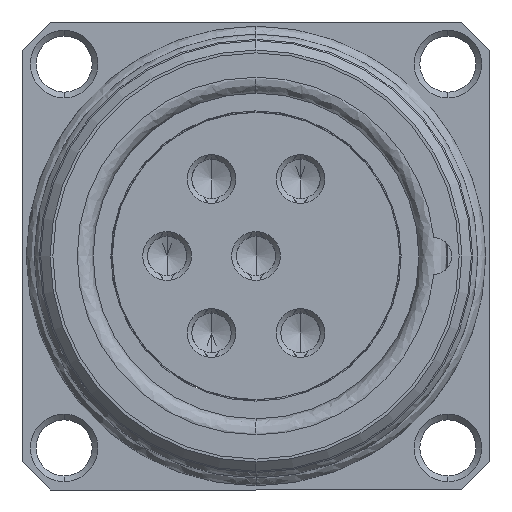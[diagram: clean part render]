
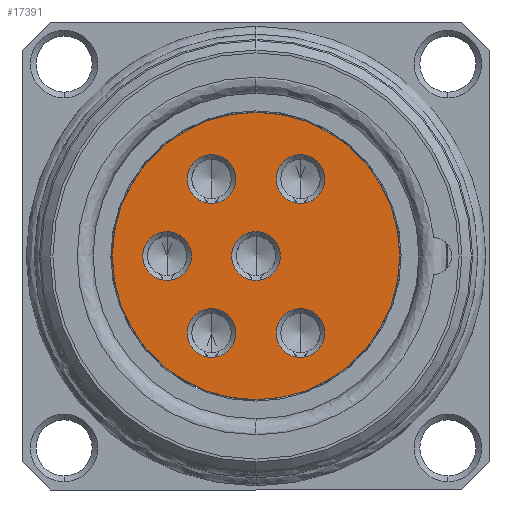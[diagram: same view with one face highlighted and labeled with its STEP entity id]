
A CAD part, left-side view. The second image highlights one B-rep face of the part: STEP entity #17391.
In plain terms, the highlighted planar face has unit normal (-1, 0, 0).
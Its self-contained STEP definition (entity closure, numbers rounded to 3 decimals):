
#100 = EDGE_CURVE ( 'NONE', #17045, #11293, #1804, .T. ) ;
#309 = ORIENTED_EDGE ( 'NONE', *, *, #15700, .T. ) ;
#697 = VERTEX_POINT ( 'NONE', #2838 ) ;
#726 = CARTESIAN_POINT ( 'NONE',  ( -2.69, 4.75, -1.3 ) ) ;
#846 = VERTEX_POINT ( 'NONE', #726 ) ;
#1048 = DIRECTION ( 'NONE',  ( 0., 0., 1. ) ) ;
#1804 = CIRCLE ( 'NONE', #17124, 1.3 ) ;
#1812 = VERTEX_POINT ( 'NONE', #13204 ) ;
#1984 = CARTESIAN_POINT ( 'NONE',  ( -2.69, -2.375, 2.814 ) ) ;
#2252 = DIRECTION ( 'NONE',  ( 0., 0., 1. ) ) ;
#2279 = DIRECTION ( 'NONE',  ( 1., 0., 0. ) ) ;
#2324 = CARTESIAN_POINT ( 'NONE',  ( -2.69, 4.75, 0. ) ) ;
#2559 = VERTEX_POINT ( 'NONE', #6831 ) ;
#2563 = VERTEX_POINT ( 'NONE', #6848 ) ;
#2646 = VERTEX_POINT ( 'NONE', #15516 ) ;
#2678 = ORIENTED_EDGE ( 'NONE', *, *, #16635, .T. ) ;
#2714 = DIRECTION ( 'NONE',  ( 0., 0., 1. ) ) ;
#2729 = DIRECTION ( 'NONE',  ( 1., 0., 0. ) ) ;
#2791 = CARTESIAN_POINT ( 'NONE',  ( -2.69, -2.375, 4.114 ) ) ;
#2792 = FACE_BOUND ( 'NONE', #15212, .T. ) ;
#2838 = CARTESIAN_POINT ( 'NONE',  ( -2.69, 2.375, 2.814 ) ) ;
#2891 = CARTESIAN_POINT ( 'NONE',  ( -2.69, -2.375, -4.114 ) ) ;
#2970 = VERTEX_POINT ( 'NONE', #12551 ) ;
#3500 = ORIENTED_EDGE ( 'NONE', *, *, #14232, .T. ) ;
#3631 = EDGE_CURVE ( 'NONE', #2559, #697, #7070, .T. ) ;
#4019 = CIRCLE ( 'NONE', #4961, 1.3 ) ;
#4166 = EDGE_LOOP ( 'NONE', ( #7172, #17651 ) ) ;
#4229 = DIRECTION ( 'NONE',  ( 0., 0., 1. ) ) ;
#4260 = DIRECTION ( 'NONE',  ( 1., 0., 0. ) ) ;
#4282 = CARTESIAN_POINT ( 'NONE',  ( -2.69, 2.375, -4.114 ) ) ;
#4381 = VERTEX_POINT ( 'NONE', #1984 ) ;
#4689 = AXIS2_PLACEMENT_3D ( 'NONE', #20356, #10736, #1048 ) ;
#4690 = ORIENTED_EDGE ( 'NONE', *, *, #11989, .T. ) ;
#4920 = DIRECTION ( 'NONE',  ( 0., 0., 1. ) ) ;
#4941 = AXIS2_PLACEMENT_3D ( 'NONE', #8222, #7123, #7050 ) ;
#4943 = DIRECTION ( 'NONE',  ( 1., 0., 0. ) ) ;
#4961 = AXIS2_PLACEMENT_3D ( 'NONE', #4282, #4260, #4229 ) ;
#4983 = CARTESIAN_POINT ( 'NONE',  ( -2.69, -2.375, -4.114 ) ) ;
#5930 = EDGE_CURVE ( 'NONE', #2970, #2646, #8946, .T. ) ;
#5985 = DIRECTION ( 'NONE',  ( 0., 0., 1. ) ) ;
#6012 = DIRECTION ( 'NONE',  ( 1., 0., 0. ) ) ;
#6037 = CARTESIAN_POINT ( 'NONE',  ( -2.69, 2.375, 4.114 ) ) ;
#6065 = VERTEX_POINT ( 'NONE', #9237 ) ;
#6134 = CIRCLE ( 'NONE', #14679, 1.3 ) ;
#6831 = CARTESIAN_POINT ( 'NONE',  ( -2.69, 2.375, 5.414 ) ) ;
#6848 = CARTESIAN_POINT ( 'NONE',  ( -2.69, -2.375, -2.814 ) ) ;
#7050 = DIRECTION ( 'NONE',  ( 0., 0., 1. ) ) ;
#7070 = CIRCLE ( 'NONE', #20274, 1.3 ) ;
#7093 = ORIENTED_EDGE ( 'NONE', *, *, #17461, .T. ) ;
#7123 = DIRECTION ( 'NONE',  ( -1., 0., 0. ) ) ;
#7125 = FACE_BOUND ( 'NONE', #13001, .T. ) ;
#7150 = DIRECTION ( 'NONE',  ( 0., 0., 1. ) ) ;
#7170 = DIRECTION ( 'NONE',  ( 1., 0., 0. ) ) ;
#7172 = ORIENTED_EDGE ( 'NONE', *, *, #5930, .F. ) ;
#7212 = CARTESIAN_POINT ( 'NONE',  ( -2.69, 2.375, -4.114 ) ) ;
#7244 = PLANE ( 'NONE',  #4941 ) ;
#7260 = EDGE_CURVE ( 'NONE', #1812, #846, #10144, .T. ) ;
#7416 = AXIS2_PLACEMENT_3D ( 'NONE', #6037, #6012, #5985 ) ;
#7610 = AXIS2_PLACEMENT_3D ( 'NONE', #8299, #8271, #8230 ) ;
#7887 = DIRECTION ( 'NONE',  ( 0., 0., 1. ) ) ;
#7893 = DIRECTION ( 'NONE',  ( 1., 0., 0. ) ) ;
#7919 = CARTESIAN_POINT ( 'NONE',  ( -2.69, 2.375, 4.114 ) ) ;
#8222 = CARTESIAN_POINT ( 'NONE',  ( -2.69, 0., 0. ) ) ;
#8230 = DIRECTION ( 'NONE',  ( 0., 0., 1. ) ) ;
#8271 = DIRECTION ( 'NONE',  ( 1., 0., 0. ) ) ;
#8299 = CARTESIAN_POINT ( 'NONE',  ( -2.69, 0., 0. ) ) ;
#8946 = CIRCLE ( 'NONE', #11295, 7.675 ) ;
#9089 = ORIENTED_EDGE ( 'NONE', *, *, #16258, .T. ) ;
#9213 = AXIS2_PLACEMENT_3D ( 'NONE', #4983, #4943, #4920 ) ;
#9237 = CARTESIAN_POINT ( 'NONE',  ( -2.69, 2.375, -2.814 ) ) ;
#9682 = DIRECTION ( 'NONE',  ( 1., 0., 0. ) ) ;
#9783 = CIRCLE ( 'NONE', #7610, 7.675 ) ;
#10144 = CIRCLE ( 'NONE', #15007, 1.3 ) ;
#10176 = VERTEX_POINT ( 'NONE', #16539 ) ;
#10293 = DIRECTION ( 'NONE',  ( 0., 0., 1. ) ) ;
#10313 = DIRECTION ( 'NONE',  ( 1., 0., 0. ) ) ;
#10339 = CARTESIAN_POINT ( 'NONE',  ( -2.69, 0., 0. ) ) ;
#10683 = ORIENTED_EDGE ( 'NONE', *, *, #100, .T. ) ;
#10736 = DIRECTION ( 'NONE',  ( 1., 0., 0. ) ) ;
#10770 = AXIS2_PLACEMENT_3D ( 'NONE', #7212, #7170, #7150 ) ;
#10807 = AXIS2_PLACEMENT_3D ( 'NONE', #19214, #9682, #20905 ) ;
#11293 = VERTEX_POINT ( 'NONE', #17487 ) ;
#11295 = AXIS2_PLACEMENT_3D ( 'NONE', #10339, #10313, #10293 ) ;
#11303 = FACE_BOUND ( 'NONE', #12356, .T. ) ;
#11433 = ORIENTED_EDGE ( 'NONE', *, *, #18390, .T. ) ;
#11793 = FACE_OUTER_BOUND ( 'NONE', #4166, .T. ) ;
#11848 = EDGE_LOOP ( 'NONE', ( #15205, #19033 ) ) ;
#11989 = EDGE_CURVE ( 'NONE', #6065, #10176, #4019, .T. ) ;
#12061 = EDGE_LOOP ( 'NONE', ( #9089, #7093 ) ) ;
#12356 = EDGE_LOOP ( 'NONE', ( #10683, #11433 ) ) ;
#12551 = CARTESIAN_POINT ( 'NONE',  ( -2.69, 0., 7.675 ) ) ;
#12953 = CIRCLE ( 'NONE', #10770, 1.3 ) ;
#13001 = EDGE_LOOP ( 'NONE', ( #15142, #309 ) ) ;
#13204 = CARTESIAN_POINT ( 'NONE',  ( -2.69, 4.75, 1.3 ) ) ;
#13300 = EDGE_CURVE ( 'NONE', #4381, #14736, #6134, .T. ) ;
#13738 = CIRCLE ( 'NONE', #10807, 1.3 ) ;
#14232 = EDGE_CURVE ( 'NONE', #697, #2559, #19304, .T. ) ;
#14244 = EDGE_LOOP ( 'NONE', ( #4690, #2678 ) ) ;
#14421 = CIRCLE ( 'NONE', #15815, 1.3 ) ;
#14586 = AXIS2_PLACEMENT_3D ( 'NONE', #2324, #2279, #2252 ) ;
#14679 = AXIS2_PLACEMENT_3D ( 'NONE', #2791, #2729, #2714 ) ;
#14736 = VERTEX_POINT ( 'NONE', #18962 ) ;
#14750 = VERTEX_POINT ( 'NONE', #18917 ) ;
#15007 = AXIS2_PLACEMENT_3D ( 'NONE', #18464, #20272, #19161 ) ;
#15142 = ORIENTED_EDGE ( 'NONE', *, *, #7260, .T. ) ;
#15205 = ORIENTED_EDGE ( 'NONE', *, *, #18791, .T. ) ;
#15212 = EDGE_LOOP ( 'NONE', ( #20831, #3500 ) ) ;
#15511 = FACE_BOUND ( 'NONE', #12061, .T. ) ;
#15516 = CARTESIAN_POINT ( 'NONE',  ( -2.69, 0., -7.675 ) ) ;
#15700 = EDGE_CURVE ( 'NONE', #846, #1812, #18706, .T. ) ;
#15815 = AXIS2_PLACEMENT_3D ( 'NONE', #2891, #16065, #16092 ) ;
#16065 = DIRECTION ( 'NONE',  ( 1., 0., 0. ) ) ;
#16092 = DIRECTION ( 'NONE',  ( 0., 0., 1. ) ) ;
#16220 = CIRCLE ( 'NONE', #4689, 1.3 ) ;
#16258 = EDGE_CURVE ( 'NONE', #2563, #14750, #14421, .T. ) ;
#16539 = CARTESIAN_POINT ( 'NONE',  ( -2.69, 2.375, -5.414 ) ) ;
#16571 = EDGE_CURVE ( 'NONE', #2646, #2970, #9783, .T. ) ;
#16635 = EDGE_CURVE ( 'NONE', #10176, #6065, #12953, .T. ) ;
#17045 = VERTEX_POINT ( 'NONE', #19873 ) ;
#17124 = AXIS2_PLACEMENT_3D ( 'NONE', #18679, #20362, #18836 ) ;
#17391 = ADVANCED_FACE ( 'NONE', ( #11793, #11303, #15511, #20355, #7125, #2792, #19323 ), #7244, .T. ) ;
#17461 = EDGE_CURVE ( 'NONE', #14750, #2563, #18277, .T. ) ;
#17487 = CARTESIAN_POINT ( 'NONE',  ( -2.69, 0., -1.3 ) ) ;
#17651 = ORIENTED_EDGE ( 'NONE', *, *, #16571, .F. ) ;
#18277 = CIRCLE ( 'NONE', #9213, 1.3 ) ;
#18390 = EDGE_CURVE ( 'NONE', #11293, #17045, #13738, .T. ) ;
#18464 = CARTESIAN_POINT ( 'NONE',  ( -2.69, 4.75, 0. ) ) ;
#18679 = CARTESIAN_POINT ( 'NONE',  ( -2.69, 0., 0. ) ) ;
#18706 = CIRCLE ( 'NONE', #14586, 1.3 ) ;
#18791 = EDGE_CURVE ( 'NONE', #14736, #4381, #16220, .T. ) ;
#18836 = DIRECTION ( 'NONE',  ( 0., 0., 1. ) ) ;
#18917 = CARTESIAN_POINT ( 'NONE',  ( -2.69, -2.375, -5.414 ) ) ;
#18962 = CARTESIAN_POINT ( 'NONE',  ( -2.69, -2.375, 5.414 ) ) ;
#19033 = ORIENTED_EDGE ( 'NONE', *, *, #13300, .T. ) ;
#19161 = DIRECTION ( 'NONE',  ( 0., 0., 1. ) ) ;
#19214 = CARTESIAN_POINT ( 'NONE',  ( -2.69, 0., 0. ) ) ;
#19304 = CIRCLE ( 'NONE', #7416, 1.3 ) ;
#19323 = FACE_BOUND ( 'NONE', #11848, .T. ) ;
#19873 = CARTESIAN_POINT ( 'NONE',  ( -2.69, 0., 1.3 ) ) ;
#20272 = DIRECTION ( 'NONE',  ( 1., 0., 0. ) ) ;
#20274 = AXIS2_PLACEMENT_3D ( 'NONE', #7919, #7893, #7887 ) ;
#20355 = FACE_BOUND ( 'NONE', #14244, .T. ) ;
#20356 = CARTESIAN_POINT ( 'NONE',  ( -2.69, -2.375, 4.114 ) ) ;
#20362 = DIRECTION ( 'NONE',  ( 1., 0., 0. ) ) ;
#20831 = ORIENTED_EDGE ( 'NONE', *, *, #3631, .T. ) ;
#20905 = DIRECTION ( 'NONE',  ( 0., 0., 1. ) ) ;
